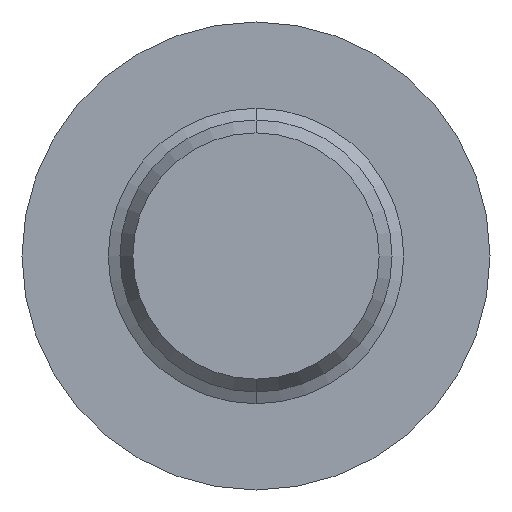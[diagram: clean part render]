
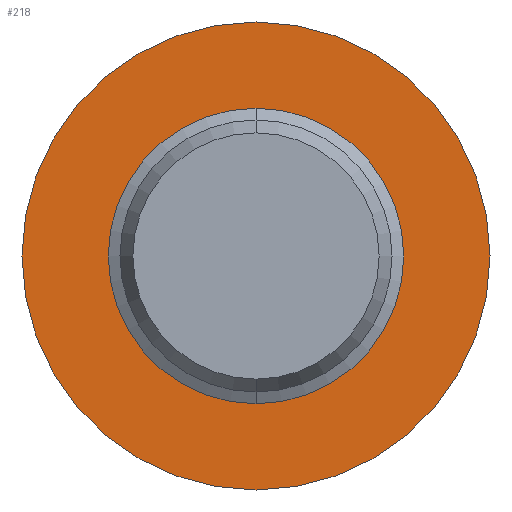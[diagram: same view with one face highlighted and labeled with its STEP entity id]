
A CAD part, front view. The second image highlights one B-rep face of the part: STEP entity #218.
In plain terms, the highlighted planar face has unit normal (0, -1, 0).
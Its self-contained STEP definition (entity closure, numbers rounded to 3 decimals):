
#218=ADVANCED_FACE('',(#511,#512),#513,.T.);
#511=FACE_OUTER_BOUND('',#809,.T.);
#512=FACE_BOUND('',#810,.T.);
#513=PLANE('',#811);
#809=EDGE_LOOP('',(#1881,#1882));
#810=EDGE_LOOP('',(#1883,#1884));
#811=AXIS2_PLACEMENT_3D('',#1885,#1886,#1887);
#1881=ORIENTED_EDGE('',*,*,#1935,.F.);
#1882=ORIENTED_EDGE('',*,*,#2238,.F.);
#1883=ORIENTED_EDGE('',*,*,#2239,.T.);
#1884=ORIENTED_EDGE('',*,*,#1931,.T.);
#1885=CARTESIAN_POINT('',(-5.45,0.0,0.0));
#1886=DIRECTION('',(0.0,-1.0,0.0));
#1887=DIRECTION('',(0.0,0.0,-1.0));
#1931=EDGE_CURVE('',#2270,#2271,#2272,.T.);
#1935=EDGE_CURVE('',#2276,#2277,#2278,.T.);
#2238=EDGE_CURVE('',#2277,#2276,#2746,.T.);
#2239=EDGE_CURVE('',#2271,#2270,#2747,.T.);
#2270=VERTEX_POINT('',#2794);
#2271=VERTEX_POINT('',#2795);
#2272=CIRCLE('',#2796,5.45);
#2276=VERTEX_POINT('',#2800);
#2277=VERTEX_POINT('',#2801);
#2278=CIRCLE('',#2802,9.5);
#2746=CIRCLE('',#3660,9.5);
#2747=CIRCLE('',#3661,5.45);
#2794=CARTESIAN_POINT('',(0.,0.,-5.45));
#2795=CARTESIAN_POINT('',(0.0,0.,5.45));
#2796=AXIS2_PLACEMENT_3D('',#3687,#3688,#3689);
#2800=CARTESIAN_POINT('',(0.0,0.0,9.5));
#2801=CARTESIAN_POINT('',(0.,0.0,-9.5));
#2802=AXIS2_PLACEMENT_3D('',#3699,#3700,#3701);
#3660=AXIS2_PLACEMENT_3D('',#4194,#4195,#4196);
#3661=AXIS2_PLACEMENT_3D('',#4197,#4198,#4199);
#3687=CARTESIAN_POINT('',(0.0,0.0,0.0));
#3688=DIRECTION('',(-0.0,1.0,0.0));
#3689=DIRECTION('',(0.0,0.0,1.0));
#3699=CARTESIAN_POINT('',(0.0,0.0,0.0));
#3700=DIRECTION('',(-0.0,1.0,0.0));
#3701=DIRECTION('',(0.0,0.0,1.0));
#4194=CARTESIAN_POINT('',(0.0,0.0,0.0));
#4195=DIRECTION('',(-0.0,1.0,0.0));
#4196=DIRECTION('',(0.0,0.0,1.0));
#4197=CARTESIAN_POINT('',(0.0,0.0,0.0));
#4198=DIRECTION('',(-0.0,1.0,0.0));
#4199=DIRECTION('',(0.0,0.0,1.0));
